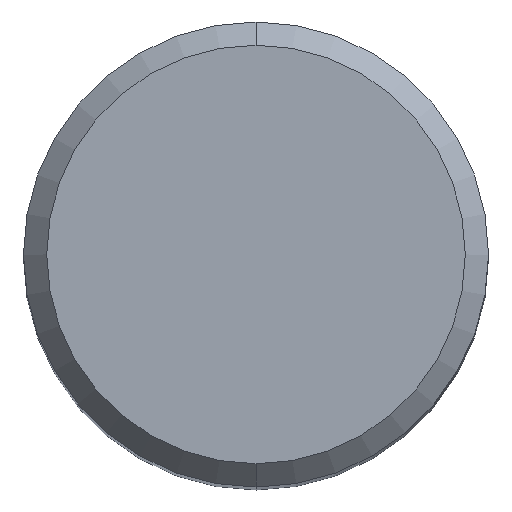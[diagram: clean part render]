
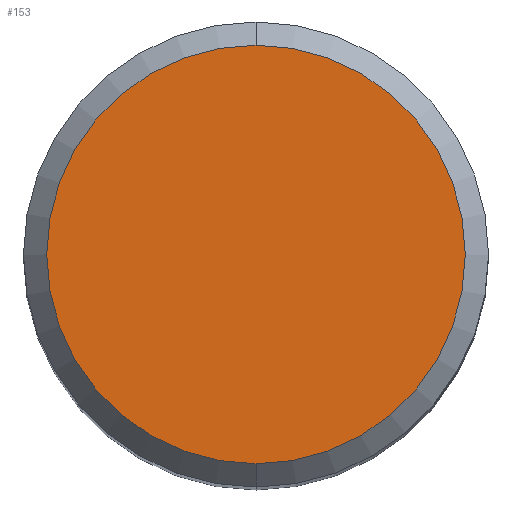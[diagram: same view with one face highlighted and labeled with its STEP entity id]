
A CAD part, top view. The second image highlights one B-rep face of the part: STEP entity #153.
In plain terms, the highlighted planar face has unit normal (0, 0, 1).
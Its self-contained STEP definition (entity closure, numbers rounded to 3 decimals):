
#127=VERTEX_POINT('',#284);
#129=VERTEX_POINT('',#286);
#153=ADVANCED_FACE('',(#314),#315,.T.);
#175=EDGE_CURVE('',#129,#127,#337,.T.);
#201=EDGE_CURVE('',#127,#129,#365,.T.);
#284=CARTESIAN_POINT('',(0.0,4.5,0.));
#286=CARTESIAN_POINT('',(0.,-4.5,0.));
#314=FACE_OUTER_BOUND('',#486,.T.);
#315=PLANE('',#487);
#337=CIRCLE('',#520,4.5);
#365=CIRCLE('',#560,4.5);
#486=EDGE_LOOP('',(#690,#691));
#487=AXIS2_PLACEMENT_3D('',#692,#693,#694);
#520=AXIS2_PLACEMENT_3D('',#710,#711,#712);
#560=AXIS2_PLACEMENT_3D('',#744,#745,#746);
#690=ORIENTED_EDGE('',*,*,#201,.F.);
#691=ORIENTED_EDGE('',*,*,#175,.F.);
#692=CARTESIAN_POINT('',(0.0,2.25,0.));
#693=DIRECTION('',(-0.0,0.0,1.0));
#694=DIRECTION('',(0.0,-1.0,0.0));
#710=CARTESIAN_POINT('',(0.0,0.0,0.));
#711=DIRECTION('',(0.0,0.0,-1.0));
#712=DIRECTION('',(0.0,1.0,0.0));
#744=CARTESIAN_POINT('',(0.0,0.0,0.));
#745=DIRECTION('',(0.0,0.0,-1.0));
#746=DIRECTION('',(0.0,1.0,0.0));
